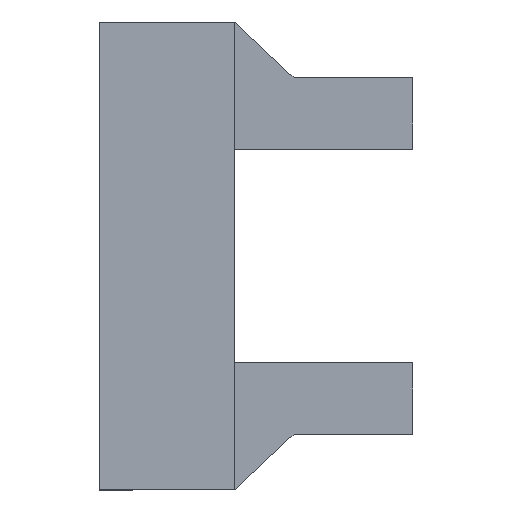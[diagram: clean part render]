
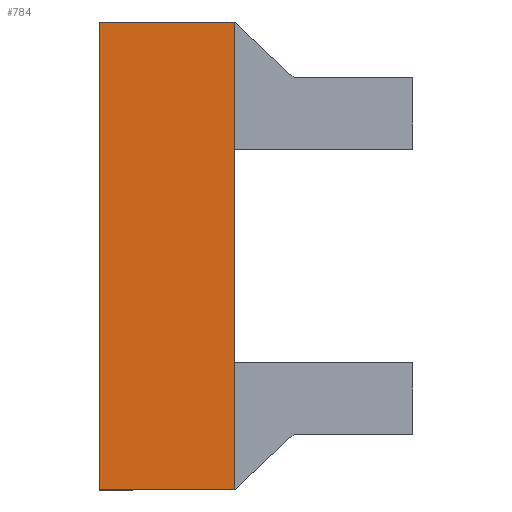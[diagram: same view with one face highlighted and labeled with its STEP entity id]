
A CAD part, left-side view. The second image highlights one B-rep face of the part: STEP entity #784.
In plain terms, the highlighted planar face has unit normal (-1, 0, 0).
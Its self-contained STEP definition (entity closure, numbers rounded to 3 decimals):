
#25 = CARTESIAN_POINT ( 'NONE',  ( -32.8, 28.2, 0. ) ) ;
#30 = VERTEX_POINT ( 'NONE', #523 ) ;
#78 = VERTEX_POINT ( 'NONE', #870 ) ;
#101 = EDGE_CURVE ( 'NONE', #267, #30, #458, .T. ) ;
#128 = DIRECTION ( 'NONE',  ( 0., -1., 0. ) ) ;
#203 = LINE ( 'NONE', #619, #466 ) ;
#208 = ORIENTED_EDGE ( 'NONE', *, *, #459, .F. ) ;
#229 = VECTOR ( 'NONE', #128, 1000. ) ;
#267 = VERTEX_POINT ( 'NONE', #646 ) ;
#345 = CARTESIAN_POINT ( 'NONE',  ( -32.8, 28.2, -9.85 ) ) ;
#436 = DIRECTION ( 'NONE',  ( 1., 0., 0. ) ) ;
#437 = AXIS2_PLACEMENT_3D ( 'NONE', #25, #436, #840 ) ;
#441 = FACE_OUTER_BOUND ( 'NONE', #714, .T. ) ;
#457 = ORIENTED_EDGE ( 'NONE', *, *, #505, .T. ) ;
#458 = LINE ( 'NONE', #855, #229 ) ;
#459 = EDGE_CURVE ( 'NONE', #660, #267, #830, .T. ) ;
#466 = VECTOR ( 'NONE', #696, 1000. ) ;
#481 = ORIENTED_EDGE ( 'NONE', *, *, #749, .T. ) ;
#494 = ORIENTED_EDGE ( 'NONE', *, *, #101, .F. ) ;
#500 = VECTOR ( 'NONE', #595, 1000. ) ;
#505 = EDGE_CURVE ( 'NONE', #78, #30, #203, .T. ) ;
#523 = CARTESIAN_POINT ( 'NONE',  ( -32.8, 25.5, 9.85 ) ) ;
#593 = PLANE ( 'NONE',  #437 ) ;
#595 = DIRECTION ( 'NONE',  ( 0., 0., 1. ) ) ;
#619 = CARTESIAN_POINT ( 'NONE',  ( -32.8, 25.5, 0. ) ) ;
#646 = CARTESIAN_POINT ( 'NONE',  ( -32.8, 31.2, 9.85 ) ) ;
#660 = VERTEX_POINT ( 'NONE', #707 ) ;
#672 = VECTOR ( 'NONE', #925, 1000. ) ;
#696 = DIRECTION ( 'NONE',  ( 0., 0., 1. ) ) ;
#707 = CARTESIAN_POINT ( 'NONE',  ( -32.8, 31.2, -9.85 ) ) ;
#714 = EDGE_LOOP ( 'NONE', ( #457, #494, #208, #481 ) ) ;
#740 = CARTESIAN_POINT ( 'NONE',  ( -32.8, 31.2, 0. ) ) ;
#749 = EDGE_CURVE ( 'NONE', #660, #78, #851, .T. ) ;
#784 = ADVANCED_FACE ( 'NONE', ( #441 ), #593, .F. ) ;
#830 = LINE ( 'NONE', #740, #500 ) ;
#840 = DIRECTION ( 'NONE',  ( 0., 0., -1. ) ) ;
#851 = LINE ( 'NONE', #345, #672 ) ;
#855 = CARTESIAN_POINT ( 'NONE',  ( -32.8, 28.2, 9.85 ) ) ;
#870 = CARTESIAN_POINT ( 'NONE',  ( -32.8, 25.5, -9.85 ) ) ;
#925 = DIRECTION ( 'NONE',  ( 0., -1., 0. ) ) ;
